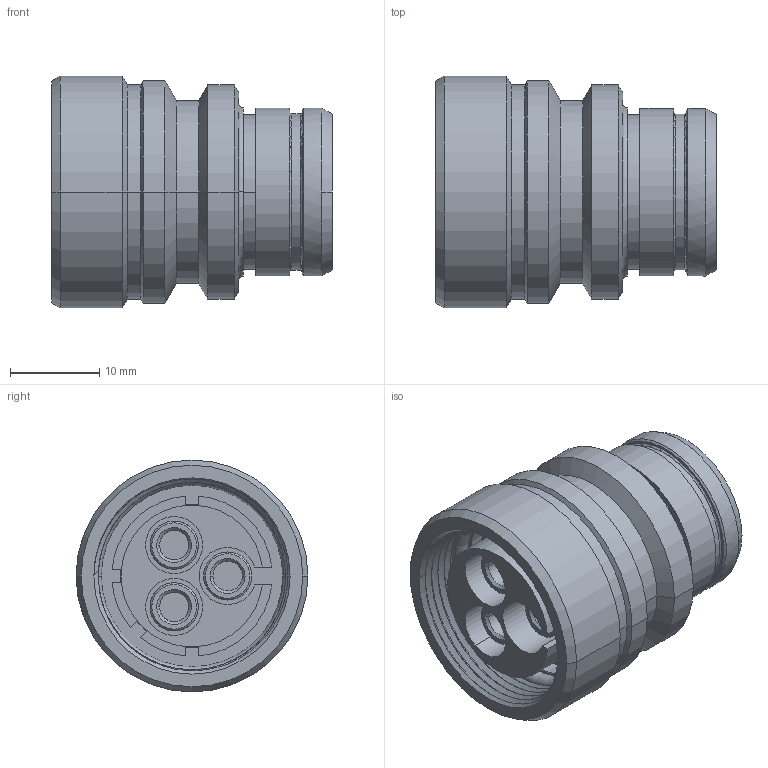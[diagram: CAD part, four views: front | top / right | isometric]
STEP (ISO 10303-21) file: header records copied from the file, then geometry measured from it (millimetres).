
FILE_DESCRIPTION((''),'2;1');
FILE_NAME('1331P303FZ','2024-08-12T11:16:31',('paultorloting'),('NET AG system integration'),'CREO PARAMETRIC BY PTC INC, 2021404','CREO PARAMETRIC BY PTC INC, 2021404','');
FILE_SCHEMA(('AUTOMOTIVE_DESIGN { 1 0 10303 214 1 1 1 1 }'));
Length unit declared in the file: millimetre
Products named in the file (1): 1331P303FZ
Bounding box: 31.5 x 26 x 26 mm (x, y, z)
Volume: 8851.6 mm3; surface area: 8140.4 mm2
Topology: 1 solids, 1 shells, 314 faces, 810 edges, 520 vertices
Faces by surface type: plane 156, cylinder 94, cone 37, torus 23, bspline 4
Entity records: 15359 total; most frequent: CARTESIAN_POINT 5086, DIRECTION 1620, ORIENTED_EDGE 1616, EDGE_CURVE 808, AXIS2_PLACEMENT_3D 582, VERTEX_POINT 520, VECTOR 453, LINE 453
